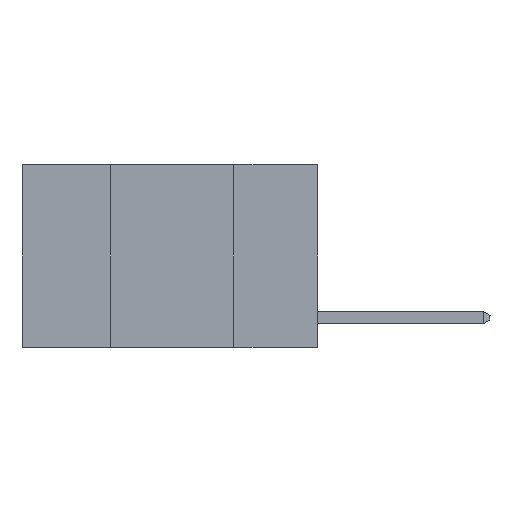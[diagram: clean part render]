
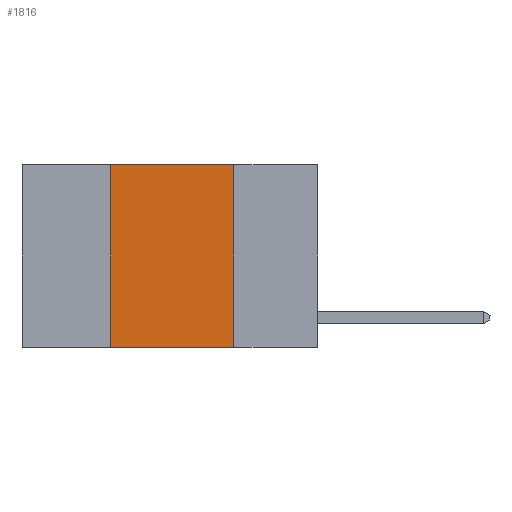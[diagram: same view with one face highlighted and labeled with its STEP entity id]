
A CAD part, left-side view. The second image highlights one B-rep face of the part: STEP entity #1816.
In plain terms, the highlighted planar face has unit normal (-1, 0, 0).
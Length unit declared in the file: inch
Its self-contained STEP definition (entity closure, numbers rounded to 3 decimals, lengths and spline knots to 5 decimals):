
#138 = CARTESIAN_POINT ( 'NONE',  ( 0., 0.42, -0.37 ) ) ;
#410 = DIRECTION ( 'NONE',  ( 0., 0., -1. ) ) ;
#1674 = VERTEX_POINT ( 'NONE', #138 ) ;
#1816 = ADVANCED_FACE ( 'NONE', ( #15199 ), #3373, .F. ) ;
#3024 = VERTEX_POINT ( 'NONE', #18690 ) ;
#3148 = VERTEX_POINT ( 'NONE', #15390 ) ;
#3373 = PLANE ( 'NONE',  #15485 ) ;
#3467 = CARTESIAN_POINT ( 'NONE',  ( 0., 0.6, 0. ) ) ;
#3730 = LINE ( 'NONE', #11186, #13500 ) ;
#3821 = DIRECTION ( 'NONE',  ( 0., 0., -1. ) ) ;
#4430 = DIRECTION ( 'NONE',  ( 0., -1., 0. ) ) ;
#6842 = ORIENTED_EDGE ( 'NONE', *, *, #17263, .T. ) ;
#7055 = VECTOR ( 'NONE', #3821, 39.37008 ) ;
#7094 = EDGE_CURVE ( 'NONE', #1674, #3024, #12380, .T. ) ;
#7200 = ORIENTED_EDGE ( 'NONE', *, *, #7094, .F. ) ;
#7377 = VECTOR ( 'NONE', #9513, 39.37008 ) ;
#9149 = EDGE_CURVE ( 'NONE', #3024, #16862, #11680, .T. ) ;
#9513 = DIRECTION ( 'NONE',  ( 0., 0., 1. ) ) ;
#9752 = DIRECTION ( 'NONE',  ( 0., -1., 0. ) ) ;
#9776 = CARTESIAN_POINT ( 'NONE',  ( 0., 0.17, 0. ) ) ;
#10005 = VECTOR ( 'NONE', #4430, 39.37008 ) ;
#10508 = ORIENTED_EDGE ( 'NONE', *, *, #9149, .F. ) ;
#11186 = CARTESIAN_POINT ( 'NONE',  ( 0., 0.6, -0.37 ) ) ;
#11680 = LINE ( 'NONE', #13195, #10005 ) ;
#12072 = DIRECTION ( 'NONE',  ( 1., 0., 0. ) ) ;
#12380 = LINE ( 'NONE', #18190, #7377 ) ;
#13195 = CARTESIAN_POINT ( 'NONE',  ( 0., 0.6, 0. ) ) ;
#13500 = VECTOR ( 'NONE', #9752, 39.37008 ) ;
#14814 = EDGE_CURVE ( 'NONE', #16862, #3148, #18520, .T. ) ;
#15199 = FACE_OUTER_BOUND ( 'NONE', #15984, .T. ) ;
#15390 = CARTESIAN_POINT ( 'NONE',  ( 0., 0.17, -0.37 ) ) ;
#15485 = AXIS2_PLACEMENT_3D ( 'NONE', #3467, #12072, #410 ) ;
#15984 = EDGE_LOOP ( 'NONE', ( #18752, #10508, #7200, #6842 ) ) ;
#16791 = CARTESIAN_POINT ( 'NONE',  ( 0., 0.17, 0. ) ) ;
#16862 = VERTEX_POINT ( 'NONE', #9776 ) ;
#17263 = EDGE_CURVE ( 'NONE', #1674, #3148, #3730, .T. ) ;
#18190 = CARTESIAN_POINT ( 'NONE',  ( 0., 0.42, 0. ) ) ;
#18520 = LINE ( 'NONE', #16791, #7055 ) ;
#18690 = CARTESIAN_POINT ( 'NONE',  ( 0., 0.42, 0. ) ) ;
#18752 = ORIENTED_EDGE ( 'NONE', *, *, #14814, .F. ) ;
